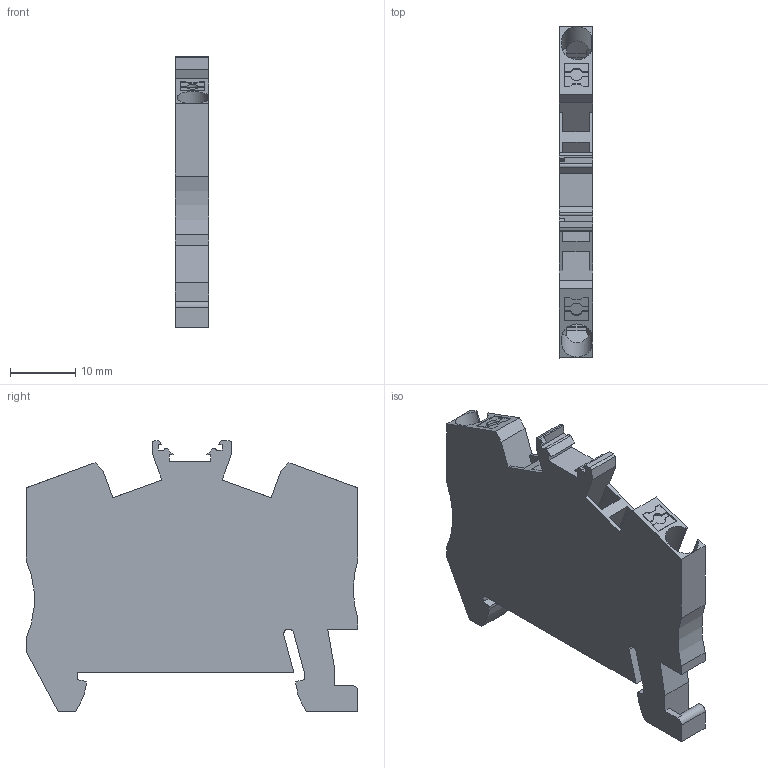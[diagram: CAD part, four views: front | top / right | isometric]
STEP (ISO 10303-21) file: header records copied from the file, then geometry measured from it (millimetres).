
FILE_DESCRIPTION(('Creo Elements/Direct Modeling STEP Export'),'2;1');
FILE_NAME('model.stp','2019-11-05T14:23:21',(''),(''),'Creo Elements/Direct Modeling STEP processor for AP214 (Solid Model)','Creo Elements/Direct Modeling 20.1A 29-Sep-2018 (C) Parametric Technology GmbH','');
FILE_SCHEMA(('AUTOMOTIVE_DESIGN { 1 0 10303 214 1 1 1 1 }'));
Length unit declared in the file: millimetre
Products named in the file (2): PTS_25_BU-select
Assembly tree (1 placements, depth 2):
  PTS_25_BU-select
    PTS_25_BU-select
Bounding box: 5.15 x 50.8 x 41.5 mm (x, y, z)
Volume: 6921.7 mm3; surface area: 5436.7 mm2
Topology: 1 solids, 1 shells, 163 faces, 471 edges, 312 vertices
Faces by surface type: plane 135, cylinder 22, torus 4, cone 2
Entity records: 7406 total; most frequent: CARTESIAN_POINT 1771, ORIENTED_EDGE 942, DIRECTION 820, EDGE_CURVE 471, VECTOR 394, LINE 394, VERTEX_POINT 312, AXIS2_PLACEMENT_3D 213
